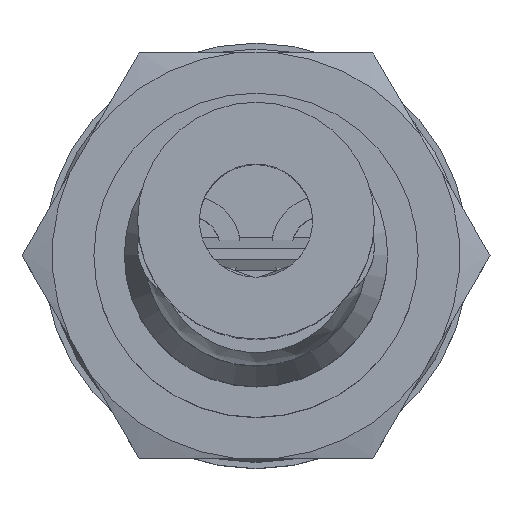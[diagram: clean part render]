
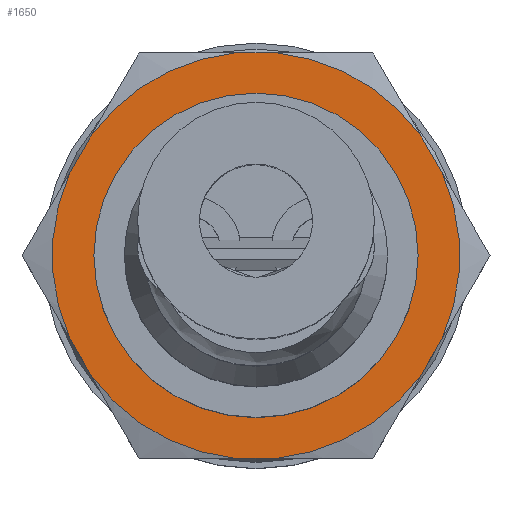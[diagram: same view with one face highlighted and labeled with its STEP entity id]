
A CAD part, top view. The second image highlights one B-rep face of the part: STEP entity #1650.
In plain terms, the highlighted face is planar.
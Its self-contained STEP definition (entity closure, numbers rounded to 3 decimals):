
#1310 = VERTEX_POINT('',#1311);
#1311 = CARTESIAN_POINT('',(5.,16.,0.521));
#1317 = EDGE_CURVE('',#1310,#1318,#1320,.T.);
#1318 = VERTEX_POINT('',#1319);
#1319 = CARTESIAN_POINT('',(5.,16.,-0.521));
#1320 = LINE('',#1321,#1322);
#1321 = CARTESIAN_POINT('',(5.,16.,0.521));
#1322 = VECTOR('',#1323,1.);
#1323 = DIRECTION('',(0.,0.,-1.));
#1350 = VERTEX_POINT('',#1351);
#1351 = CARTESIAN_POINT('',(2.951,16.,-4.07));
#1358 = EDGE_CURVE('',#1350,#1318,#1359,.T.);
#1359 = CIRCLE('',#1360,5.027);
#1360 = AXIS2_PLACEMENT_3D('',#1361,#1362,#1363);
#1361 = CARTESIAN_POINT('',(0.,16.,0.));
#1362 = DIRECTION('',(0.,-1.,0.));
#1363 = DIRECTION('',(0.,0.,1.));
#1375 = VERTEX_POINT('',#1376);
#1376 = CARTESIAN_POINT('',(2.951,16.,4.07));
#1382 = EDGE_CURVE('',#1310,#1375,#1383,.T.);
#1383 = CIRCLE('',#1384,5.027);
#1384 = AXIS2_PLACEMENT_3D('',#1385,#1386,#1387);
#1385 = CARTESIAN_POINT('',(0.,16.,0.));
#1386 = DIRECTION('',(0.,-1.,0.));
#1387 = DIRECTION('',(0.,0.,1.));
#1400 = EDGE_CURVE('',#1350,#1401,#1403,.T.);
#1401 = VERTEX_POINT('',#1402);
#1402 = CARTESIAN_POINT('',(2.049,16.,-4.591));
#1403 = LINE('',#1404,#1405);
#1404 = CARTESIAN_POINT('',(2.951,16.,-4.07));
#1405 = VECTOR('',#1406,1.);
#1406 = DIRECTION('',(-0.866,0.,-0.5));
#1433 = VERTEX_POINT('',#1434);
#1434 = CARTESIAN_POINT('',(-2.049,16.,-4.591));
#1441 = EDGE_CURVE('',#1433,#1401,#1442,.T.);
#1442 = CIRCLE('',#1443,5.027);
#1443 = AXIS2_PLACEMENT_3D('',#1444,#1445,#1446);
#1444 = CARTESIAN_POINT('',(0.,16.,0.));
#1445 = DIRECTION('',(0.,-1.,0.));
#1446 = DIRECTION('',(0.,0.,1.));
#1459 = EDGE_CURVE('',#1433,#1460,#1462,.T.);
#1460 = VERTEX_POINT('',#1461);
#1461 = CARTESIAN_POINT('',(-2.951,16.,-4.07));
#1462 = LINE('',#1463,#1464);
#1463 = CARTESIAN_POINT('',(-2.049,16.,-4.591));
#1464 = VECTOR('',#1465,1.);
#1465 = DIRECTION('',(-0.866,0.,0.5));
#1492 = VERTEX_POINT('',#1493);
#1493 = CARTESIAN_POINT('',(-5.,16.,-0.521));
#1500 = EDGE_CURVE('',#1492,#1460,#1501,.T.);
#1501 = CIRCLE('',#1502,5.027);
#1502 = AXIS2_PLACEMENT_3D('',#1503,#1504,#1505);
#1503 = CARTESIAN_POINT('',(0.,16.,0.));
#1504 = DIRECTION('',(0.,-1.,0.));
#1505 = DIRECTION('',(0.,0.,1.));
#1518 = EDGE_CURVE('',#1492,#1519,#1521,.T.);
#1519 = VERTEX_POINT('',#1520);
#1520 = CARTESIAN_POINT('',(-5.,16.,0.521));
#1521 = LINE('',#1522,#1523);
#1522 = CARTESIAN_POINT('',(-5.,16.,-0.521));
#1523 = VECTOR('',#1524,1.);
#1524 = DIRECTION('',(0.,0.,1.));
#1551 = VERTEX_POINT('',#1552);
#1552 = CARTESIAN_POINT('',(-2.951,16.,4.07));
#1559 = EDGE_CURVE('',#1551,#1519,#1560,.T.);
#1560 = CIRCLE('',#1561,5.027);
#1561 = AXIS2_PLACEMENT_3D('',#1562,#1563,#1564);
#1562 = CARTESIAN_POINT('',(0.,16.,0.));
#1563 = DIRECTION('',(0.,-1.,0.));
#1564 = DIRECTION('',(0.,0.,1.));
#1584 = VERTEX_POINT('',#1585);
#1585 = CARTESIAN_POINT('',(2.049,16.,4.591));
#1591 = EDGE_CURVE('',#1584,#1375,#1592,.T.);
#1592 = LINE('',#1593,#1594);
#1593 = CARTESIAN_POINT('',(2.049,16.,4.591));
#1594 = VECTOR('',#1595,1.);
#1595 = DIRECTION('',(0.866,0.,-0.5));
#1610 = VERTEX_POINT('',#1611);
#1611 = CARTESIAN_POINT('',(-2.049,16.,4.591));
#1617 = EDGE_CURVE('',#1584,#1610,#1618,.T.);
#1618 = CIRCLE('',#1619,5.027);
#1619 = AXIS2_PLACEMENT_3D('',#1620,#1621,#1622);
#1620 = CARTESIAN_POINT('',(0.,16.,0.));
#1621 = DIRECTION('',(0.,-1.,0.));
#1622 = DIRECTION('',(0.,0.,1.));
#1638 = EDGE_CURVE('',#1551,#1610,#1639,.T.);
#1639 = LINE('',#1640,#1641);
#1640 = CARTESIAN_POINT('',(-2.951,16.,4.07));
#1641 = VECTOR('',#1642,1.);
#1642 = DIRECTION('',(0.866,0.,0.5));
#1650 = ADVANCED_FACE('',(#1651,#1665),#1685,.F.);
#1651 = FACE_BOUND('',#1652,.T.);
#1652 = EDGE_LOOP('',(#1653,#1654,#1655,#1656,#1657,#1658,#1659,#1660,
    #1661,#1662,#1663,#1664));
#1653 = ORIENTED_EDGE('',*,*,#1617,.T.);
#1654 = ORIENTED_EDGE('',*,*,#1638,.F.);
#1655 = ORIENTED_EDGE('',*,*,#1559,.T.);
#1656 = ORIENTED_EDGE('',*,*,#1518,.F.);
#1657 = ORIENTED_EDGE('',*,*,#1500,.T.);
#1658 = ORIENTED_EDGE('',*,*,#1459,.F.);
#1659 = ORIENTED_EDGE('',*,*,#1441,.T.);
#1660 = ORIENTED_EDGE('',*,*,#1400,.F.);
#1661 = ORIENTED_EDGE('',*,*,#1358,.T.);
#1662 = ORIENTED_EDGE('',*,*,#1317,.F.);
#1663 = ORIENTED_EDGE('',*,*,#1382,.T.);
#1664 = ORIENTED_EDGE('',*,*,#1591,.F.);
#1665 = FACE_BOUND('',#1666,.T.);
#1666 = EDGE_LOOP('',(#1667,#1678));
#1667 = ORIENTED_EDGE('',*,*,#1668,.F.);
#1668 = EDGE_CURVE('',#1669,#1671,#1673,.T.);
#1669 = VERTEX_POINT('',#1670);
#1670 = CARTESIAN_POINT('',(4.,16.,0.));
#1671 = VERTEX_POINT('',#1672);
#1672 = CARTESIAN_POINT('',(0.,16.,4.));
#1673 = CIRCLE('',#1674,4.);
#1674 = AXIS2_PLACEMENT_3D('',#1675,#1676,#1677);
#1675 = CARTESIAN_POINT('',(0.,16.,0.));
#1676 = DIRECTION('',(0.,-1.,0.));
#1677 = DIRECTION('',(0.,0.,1.));
#1678 = ORIENTED_EDGE('',*,*,#1679,.F.);
#1679 = EDGE_CURVE('',#1671,#1669,#1680,.T.);
#1680 = CIRCLE('',#1681,4.);
#1681 = AXIS2_PLACEMENT_3D('',#1682,#1683,#1684);
#1682 = CARTESIAN_POINT('',(0.,16.,0.));
#1683 = DIRECTION('',(0.,-1.,0.));
#1684 = DIRECTION('',(0.,0.,1.));
#1685 = PLANE('',#1686);
#1686 = AXIS2_PLACEMENT_3D('',#1687,#1688,#1689);
#1687 = CARTESIAN_POINT('',(0.,16.,0.));
#1688 = DIRECTION('',(0.,1.,0.));
#1689 = DIRECTION('',(0.,0.,1.));
